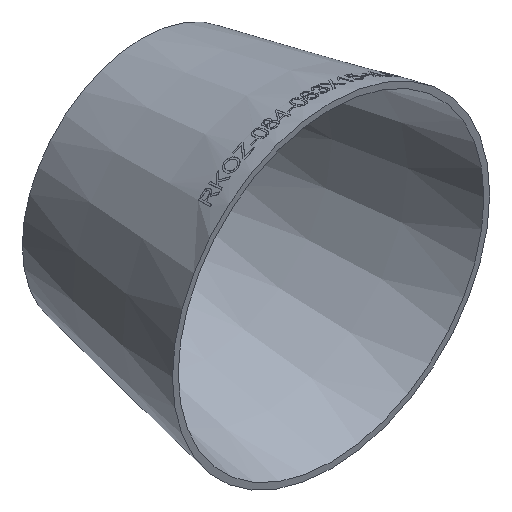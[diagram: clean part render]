
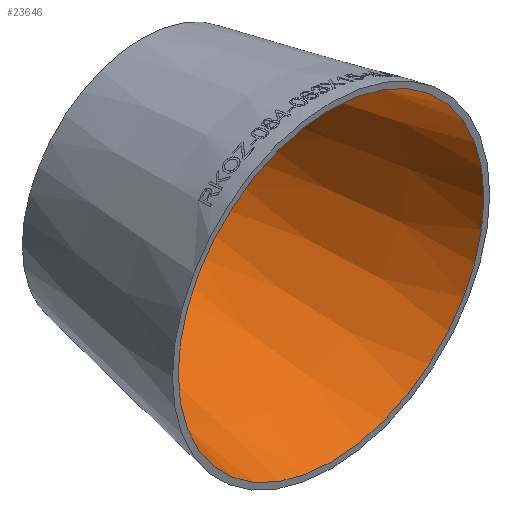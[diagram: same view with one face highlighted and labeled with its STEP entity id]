
A CAD part, isometric view. The second image highlights one B-rep face of the part: STEP entity #23646.
In plain terms, the highlighted conical face has half-angle 11.585 degrees and reference radius 40.469 mm.
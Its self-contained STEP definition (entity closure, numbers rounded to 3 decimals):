
#2292 = DIRECTION ( 'NONE',  ( 0., 0., -1. ) ) ;
#5551 = DIRECTION ( 'NONE',  ( 0., 0., -1. ) ) ;
#5626 = CARTESIAN_POINT ( 'NONE',  ( 0., 50., -30.219 ) ) ;
#7029 = ORIENTED_EDGE ( 'NONE', *, *, #9520, .F. ) ;
#8311 = CARTESIAN_POINT ( 'NONE',  ( 0., 0., 0. ) ) ;
#9520 = EDGE_CURVE ( 'NONE', #36094, #36094, #33101, .T. ) ;
#13898 = VERTEX_POINT ( 'NONE', #33870 ) ;
#14094 = AXIS2_PLACEMENT_3D ( 'NONE', #8311, #30669, #5551 ) ;
#14345 = AXIS2_PLACEMENT_3D ( 'NONE', #30518, #27427, #2292 ) ;
#16575 = FACE_OUTER_BOUND ( 'NONE', #29294, .T. ) ;
#19439 = CARTESIAN_POINT ( 'NONE',  ( 0., 0., 0. ) ) ;
#21904 = AXIS2_PLACEMENT_3D ( 'NONE', #19439, #33900, #27674 ) ;
#23646 = ADVANCED_FACE ( 'NONE', ( #31210, #16575 ), #29892, .F. ) ;
#23657 = CIRCLE ( 'NONE', #21904, 40.469 ) ;
#23981 = EDGE_CURVE ( 'NONE', #13898, #13898, #23657, .T. ) ;
#24333 = EDGE_LOOP ( 'NONE', ( #7029 ) ) ;
#27427 = DIRECTION ( 'NONE',  ( 0., -1., 0. ) ) ;
#27674 = DIRECTION ( 'NONE',  ( 0., 0., -1. ) ) ;
#29294 = EDGE_LOOP ( 'NONE', ( #29791 ) ) ;
#29791 = ORIENTED_EDGE ( 'NONE', *, *, #23981, .T. ) ;
#29892 = CONICAL_SURFACE ( 'NONE', #14094, 40.469, 0.202 ) ;
#30518 = CARTESIAN_POINT ( 'NONE',  ( 0., 50., 0. ) ) ;
#30669 = DIRECTION ( 'NONE',  ( 0., -1., 0. ) ) ;
#31210 = FACE_BOUND ( 'NONE', #24333, .T. ) ;
#33101 = CIRCLE ( 'NONE', #14345, 30.219 ) ;
#33870 = CARTESIAN_POINT ( 'NONE',  ( 0., 0., -40.469 ) ) ;
#33900 = DIRECTION ( 'NONE',  ( 0., -1., 0. ) ) ;
#36094 = VERTEX_POINT ( 'NONE', #5626 ) ;
